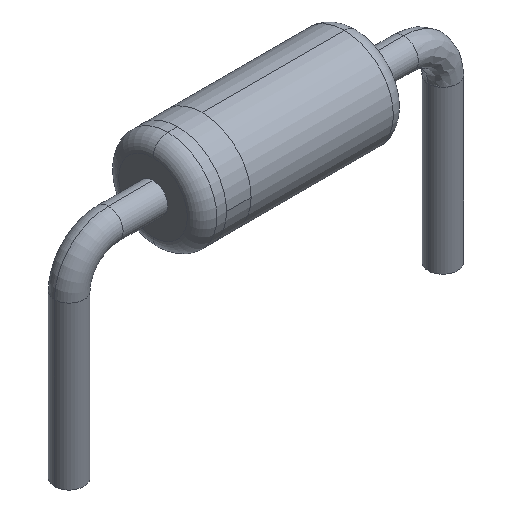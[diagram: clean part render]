
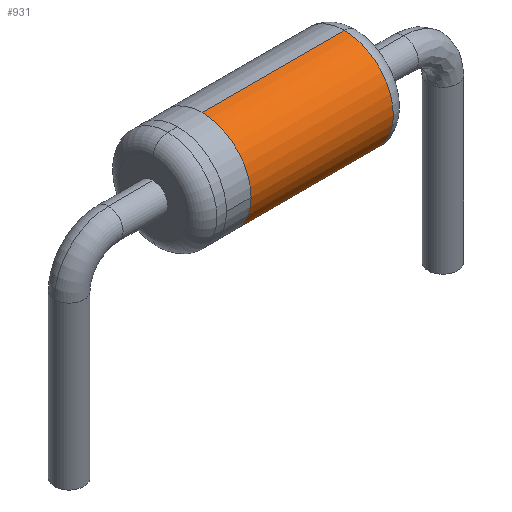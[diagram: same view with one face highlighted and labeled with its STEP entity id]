
A CAD part, isometric view. The second image highlights one B-rep face of the part: STEP entity #931.
In plain terms, the highlighted cylindrical face has radius 1 mm (diameter 2 mm), a partial arc.
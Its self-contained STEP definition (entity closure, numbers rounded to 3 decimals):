
#890=CARTESIAN_POINT('',(-0.05,0.0,1.0));
#891=DIRECTION('',(1.0,0.0,0.));
#892=DIRECTION('',(0.0,0.0,-1.0));
#893=AXIS2_PLACEMENT_3D('',#890,#891,#892);
#894=CYLINDRICAL_SURFACE('',#893,1.0);
#895=CARTESIAN_POINT('',(1.8,0.,0.));
#896=VERTEX_POINT('',#895);
#897=CARTESIAN_POINT('',(-1.1,0.0,0.));
#898=VERTEX_POINT('',#897);
#899=CARTESIAN_POINT('',(1.8,0.0,0.));
#900=DIRECTION('',(-1.0,0.0,0.0));
#901=VECTOR('',#900,2.9);
#902=LINE('',#899,#901);
#903=EDGE_CURVE('',#896,#898,#902,.T.);
#904=ORIENTED_EDGE('',*,*,#903,.F.);
#905=CARTESIAN_POINT('',(1.8,0.,2.));
#906=VERTEX_POINT('',#905);
#907=CARTESIAN_POINT('',(1.8,0.0,1.));
#908=DIRECTION('',(1.0,0.0,0.0));
#909=DIRECTION('',(0.0,0.0,-1.0));
#910=AXIS2_PLACEMENT_3D('',#907,#908,#909);
#911=CIRCLE('',#910,1.0);
#912=EDGE_CURVE('',#906,#896,#911,.T.);
#913=ORIENTED_EDGE('',*,*,#912,.F.);
#914=CARTESIAN_POINT('',(-1.1,0.,2.0));
#915=VERTEX_POINT('',#914);
#916=CARTESIAN_POINT('',(1.8,0.,2.));
#917=DIRECTION('',(-1.0,0.0,0.0));
#918=VECTOR('',#917,2.9);
#919=LINE('',#916,#918);
#920=EDGE_CURVE('',#906,#915,#919,.T.);
#921=ORIENTED_EDGE('',*,*,#920,.T.);
#922=CARTESIAN_POINT('',(-1.1,0.0,1.0));
#923=DIRECTION('',(1.0,0.0,0.0));
#924=DIRECTION('',(0.0,0.0,-1.0));
#925=AXIS2_PLACEMENT_3D('',#922,#923,#924);
#926=CIRCLE('',#925,1.0);
#927=EDGE_CURVE('',#915,#898,#926,.T.);
#928=ORIENTED_EDGE('',*,*,#927,.T.);
#929=EDGE_LOOP('',(#904,#913,#921,#928));
#930=FACE_OUTER_BOUND('',#929,.T.);
#931=ADVANCED_FACE('',(#930),#894,.T.);
